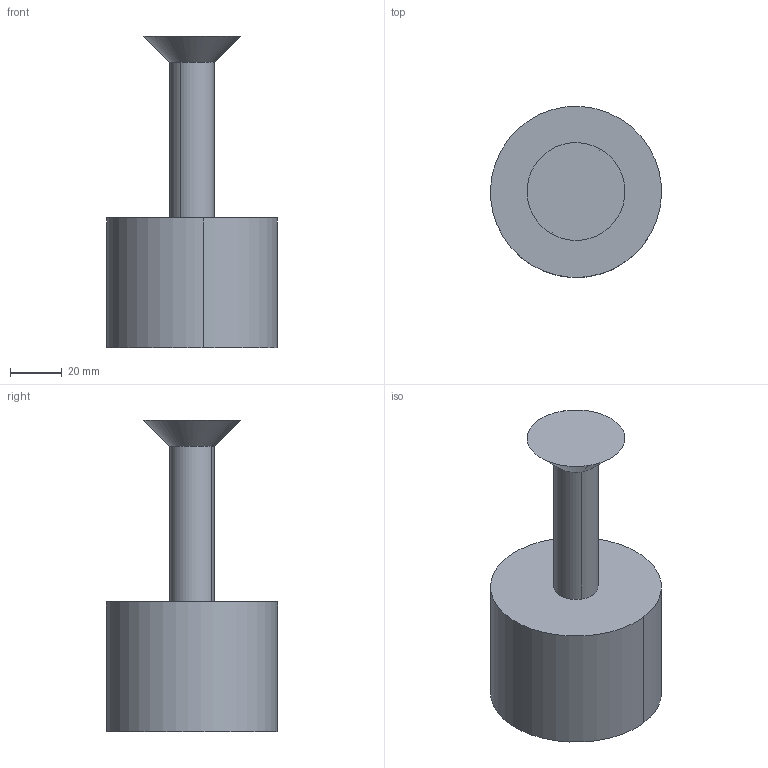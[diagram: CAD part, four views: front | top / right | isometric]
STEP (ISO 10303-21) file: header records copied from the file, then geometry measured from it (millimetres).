
FILE_DESCRIPTION(/* description */ (''),/* implementation_level */ '2;1');
FILE_NAME(/* name */ 'grinding',/* time_stamp */ '2023-12-01T15:48:41+01:00',/* author */ (''),/* organization */ (''),/* preprocessor_version */ 'ST-DEVELOPER v16.5',/* originating_system */ 'Rhino 7.34',/* authorisation */ '');
FILE_SCHEMA (('CONFIG_CONTROL_DESIGN'));
Length unit declared in the file: millimetre
Products named in the file (1): Document
Bounding box: 65.8 x 65.83 x 120 mm (x, y, z)
Volume: 190255.7 mm3; surface area: 22506.4 mm2
Topology: 1 solids, 1 shells, 9 faces, 16 edges, 10 vertices
Faces by surface type: cylinder 4, plane 3, bspline 2
Entity records: 301 total; most frequent: CARTESIAN_POINT 101, ORIENTED_EDGE 32, EDGE_CURVE 16, DIRECTION 11, EDGE_LOOP 10, VERTEX_POINT 10, ADVANCED_FACE 9, FACE_OUTER_BOUND 9
